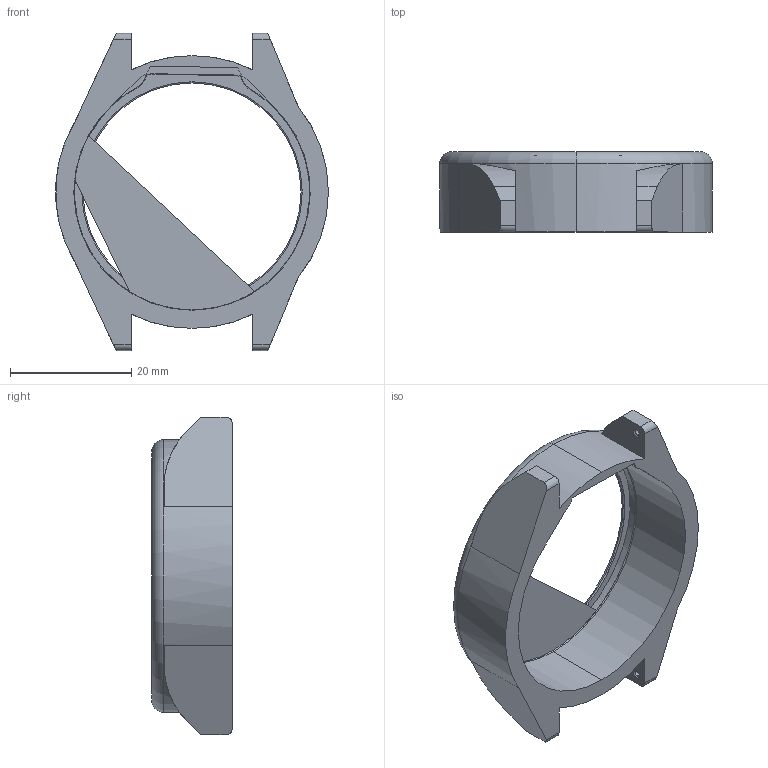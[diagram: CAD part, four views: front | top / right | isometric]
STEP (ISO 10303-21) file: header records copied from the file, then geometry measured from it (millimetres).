
FILE_DESCRIPTION (( 'STEP AP214' ), '1' );
FILE_NAME ('Watch Body.STEP', '2025-08-05T01:43:47', ( '' ), ( '' ), 'SwSTEP 2.0', 'SolidWorks 2025', '' );
FILE_SCHEMA (( 'AUTOMOTIVE_DESIGN' ));
Length unit declared in the file: millimetre
Products named in the file (1): Watch Body
Bounding box: 45 x 13.28 x 52.31 mm (x, y, z)
Volume: 6138.6 mm3; surface area: 5194.2 mm2
Topology: 1 solids, 1 shells, 101 faces, 255 edges, 161 vertices
Faces by surface type: cylinder 41, plane 39, torus 11, cone 10
Entity records: 3147 total; most frequent: CARTESIAN_POINT 642, DIRECTION 548, ORIENTED_EDGE 510, EDGE_CURVE 255, AXIS2_PLACEMENT_3D 209, VERTEX_POINT 161, VECTOR 130, LINE 130
